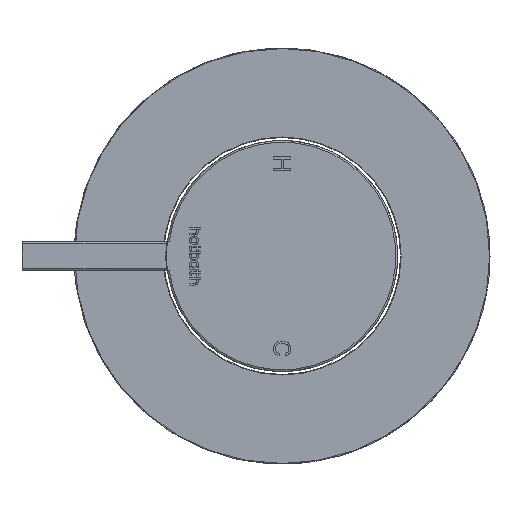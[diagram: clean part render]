
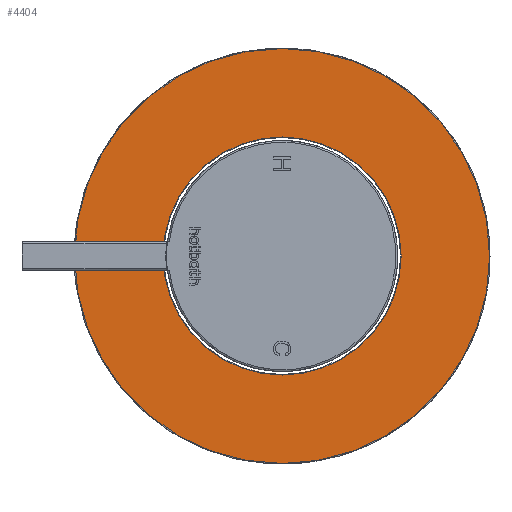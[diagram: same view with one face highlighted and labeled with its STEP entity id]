
A CAD part, front view. The second image highlights one B-rep face of the part: STEP entity #4404.
In plain terms, the highlighted face is planar.
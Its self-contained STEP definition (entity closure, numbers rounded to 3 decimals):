
#1009=PLANE('',#6163);
#2227=ORIENTED_EDGE('',*,*,#2873,.T.);
#2228=ORIENTED_EDGE('',*,*,#2874,.T.);
#2873=EDGE_CURVE('',#3296,#3296,#3445,.T.);
#2874=EDGE_CURVE('',#3297,#3297,#3446,.F.);
#3296=VERTEX_POINT('',#9416);
#3297=VERTEX_POINT('',#9418);
#3445=CIRCLE('',#6164,20.6);
#3446=CIRCLE('',#6165,35.9);
#3772=EDGE_LOOP('',(#2227));
#3773=EDGE_LOOP('',(#2228));
#4110=FACE_BOUND('',#3772,.T.);
#4111=FACE_BOUND('',#3773,.T.);
#4404=ADVANCED_FACE('',(#4110,#4111),#1009,.F.);
#6163=AXIS2_PLACEMENT_3D('',#9414,#7222,#7223);
#6164=AXIS2_PLACEMENT_3D('',#9415,#7224,#7225);
#6165=AXIS2_PLACEMENT_3D('',#9417,#7226,#7227);
#7222=DIRECTION('',(0.,-1.,0.));
#7223=DIRECTION('',(-1.,0.,0.));
#7224=DIRECTION('',(0.,-1.,0.));
#7225=DIRECTION('',(0.,0.,-1.));
#7226=DIRECTION('',(0.,-1.,0.));
#7227=DIRECTION('',(0.,0.,-1.));
#9414=CARTESIAN_POINT('',(0.,5.,0.));
#9415=CARTESIAN_POINT('',(0.,5.,0.));
#9416=CARTESIAN_POINT('',(0.,5.,-20.6));
#9417=CARTESIAN_POINT('',(0.,5.,0.));
#9418=CARTESIAN_POINT('',(0.,5.,-35.9));
